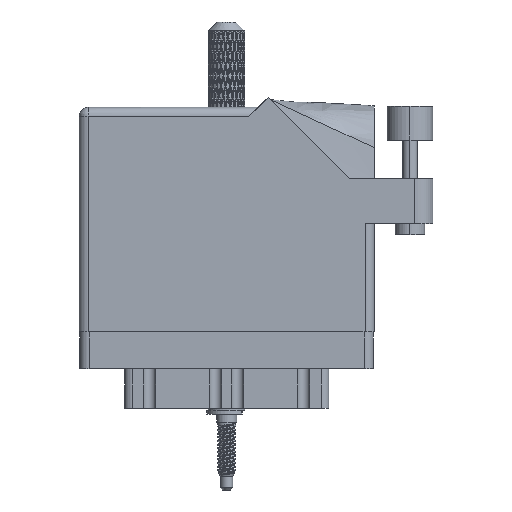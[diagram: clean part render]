
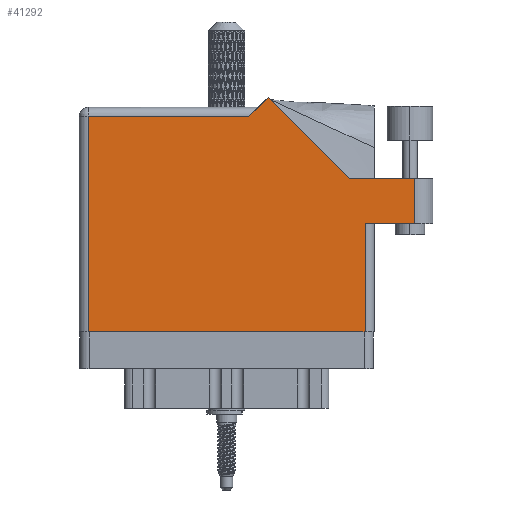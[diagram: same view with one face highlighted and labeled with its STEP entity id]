
A CAD part, front view. The second image highlights one B-rep face of the part: STEP entity #41292.
In plain terms, the highlighted face is planar.
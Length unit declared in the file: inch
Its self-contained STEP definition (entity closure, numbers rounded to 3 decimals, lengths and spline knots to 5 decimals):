
#2517 = EDGE_CURVE ( 'NONE', #5546, #79980, #53182, .T. ) ;
#3220 = VECTOR ( 'NONE', #7584, 39.37008 ) ;
#3264 = CARTESIAN_POINT ( 'NONE',  ( 2.285, 1.044, 0. ) ) ;
#3752 = LINE ( 'NONE', #85589, #26754 ) ;
#4948 = LINE ( 'NONE', #35225, #91160 ) ;
#5546 = VERTEX_POINT ( 'NONE', #61243 ) ;
#6394 = VECTOR ( 'NONE', #35660, 39.37008 ) ;
#7584 = DIRECTION ( 'NONE',  ( -1., 0., 0. ) ) ;
#10938 = DIRECTION ( 'NONE',  ( 0., 1., 0. ) ) ;
#11306 = CARTESIAN_POINT ( 'NONE',  ( 1.155, 1.468, 0. ) ) ;
#12856 = CARTESIAN_POINT ( 'NONE',  ( 2.285, 0.737, 0. ) ) ;
#14313 = EDGE_CURVE ( 'NONE', #83296, #79750, #75658, .T. ) ;
#16239 = EDGE_CURVE ( 'NONE', #79750, #38785, #16361, .T. ) ;
#16361 = LINE ( 'NONE', #57066, #103836 ) ;
#19259 = CARTESIAN_POINT ( 'NONE',  ( 2.01, 0.737, 0. ) ) ;
#20411 = FACE_OUTER_BOUND ( 'NONE', #40473, .T. ) ;
#21131 = VECTOR ( 'NONE', #59831, 39.37008 ) ;
#21859 = LINE ( 'NONE', #54133, #86671 ) ;
#22210 = EDGE_CURVE ( 'NONE', #104031, #86725, #3752, .T. ) ;
#23173 = ORIENTED_EDGE ( 'NONE', *, *, #69682, .T. ) ;
#25378 = ORIENTED_EDGE ( 'NONE', *, *, #16239, .T. ) ;
#25704 = CARTESIAN_POINT ( 'NONE',  ( 1.84442, 1.044, 0. ) ) ;
#26754 = VECTOR ( 'NONE', #53944, 39.37008 ) ;
#26802 = ORIENTED_EDGE ( 'NONE', *, *, #22210, .T. ) ;
#27532 = EDGE_CURVE ( 'NONE', #38785, #104031, #21859, .T. ) ;
#31079 = CARTESIAN_POINT ( 'NONE',  ( 0., 0., 0. ) ) ;
#35225 = CARTESIAN_POINT ( 'NONE',  ( 1.948, 0.737, 0. ) ) ;
#35660 = DIRECTION ( 'NONE',  ( 1., 0., 0. ) ) ;
#38785 = VERTEX_POINT ( 'NONE', #25704 ) ;
#40473 = EDGE_LOOP ( 'NONE', ( #87364, #96045, #25378, #73025, #26802, #23173, #100366, #65356, #104145 ) ) ;
#41292 = ADVANCED_FACE ( 'NONE', ( #20411 ), #94917, .F. ) ;
#42406 = CARTESIAN_POINT ( 'NONE',  ( 1.948, 0.737, 0. ) ) ;
#44112 = EDGE_CURVE ( 'NONE', #79980, #102529, #70745, .T. ) ;
#45788 = DIRECTION ( 'NONE',  ( 0., 0., -1. ) ) ;
#46072 = EDGE_CURVE ( 'NONE', #90605, #83296, #99602, .T. ) ;
#46704 = CARTESIAN_POINT ( 'NONE',  ( 0., 1.468, 0. ) ) ;
#46713 = DIRECTION ( 'NONE',  ( -0.707, 0.707, 0. ) ) ;
#46841 = CARTESIAN_POINT ( 'NONE',  ( 2.285, 1.044, 0. ) ) ;
#47746 = LINE ( 'NONE', #46704, #3220 ) ;
#52132 = CARTESIAN_POINT ( 'NONE',  ( 0.062, 0., 0. ) ) ;
#53182 = LINE ( 'NONE', #52132, #88914 ) ;
#53549 = VECTOR ( 'NONE', #54892, 39.37008 ) ;
#53944 = DIRECTION ( 'NONE',  ( -0.707, -0.707, 0. ) ) ;
#54133 = CARTESIAN_POINT ( 'NONE',  ( 1.84442, 1.044, 0. ) ) ;
#54892 = DIRECTION ( 'NONE',  ( 1., 0., 0. ) ) ;
#57066 = CARTESIAN_POINT ( 'NONE',  ( 2.41, 1.044, 0. ) ) ;
#59831 = DIRECTION ( 'NONE',  ( 0., 1., 0. ) ) ;
#60604 = CARTESIAN_POINT ( 'NONE',  ( 0., 1.53, 0. ) ) ;
#61243 = CARTESIAN_POINT ( 'NONE',  ( 0.062, 1.468, 0. ) ) ;
#61983 = CARTESIAN_POINT ( 'NONE',  ( 1.948, 0., 0. ) ) ;
#62725 = DIRECTION ( 'NONE',  ( -1., 0., 0. ) ) ;
#65356 = ORIENTED_EDGE ( 'NONE', *, *, #44112, .T. ) ;
#69682 = EDGE_CURVE ( 'NONE', #86725, #5546, #47746, .T. ) ;
#70745 = LINE ( 'NONE', #31079, #53549 ) ;
#73025 = ORIENTED_EDGE ( 'NONE', *, *, #27532, .T. ) ;
#73712 = CARTESIAN_POINT ( 'NONE',  ( 0.062, 0., 0. ) ) ;
#75658 = LINE ( 'NONE', #3264, #21131 ) ;
#76313 = AXIS2_PLACEMENT_3D ( 'NONE', #60604, #45788, #62725 ) ;
#79750 = VERTEX_POINT ( 'NONE', #46841 ) ;
#79980 = VERTEX_POINT ( 'NONE', #73712 ) ;
#83296 = VERTEX_POINT ( 'NONE', #12856 ) ;
#84144 = EDGE_CURVE ( 'NONE', #102529, #90605, #4948, .T. ) ;
#85589 = CARTESIAN_POINT ( 'NONE',  ( 1.217, 1.53, 0. ) ) ;
#86671 = VECTOR ( 'NONE', #46713, 39.37008 ) ;
#86725 = VERTEX_POINT ( 'NONE', #11306 ) ;
#87364 = ORIENTED_EDGE ( 'NONE', *, *, #46072, .T. ) ;
#88914 = VECTOR ( 'NONE', #91743, 39.37008 ) ;
#90605 = VERTEX_POINT ( 'NONE', #42406 ) ;
#91160 = VECTOR ( 'NONE', #10938, 39.37008 ) ;
#91743 = DIRECTION ( 'NONE',  ( 0., -1., 0. ) ) ;
#94917 = PLANE ( 'NONE',  #76313 ) ;
#96045 = ORIENTED_EDGE ( 'NONE', *, *, #14313, .T. ) ;
#98223 = CARTESIAN_POINT ( 'NONE',  ( 1.28771, 1.60071, 0. ) ) ;
#99602 = LINE ( 'NONE', #19259, #6394 ) ;
#100366 = ORIENTED_EDGE ( 'NONE', *, *, #2517, .T. ) ;
#102529 = VERTEX_POINT ( 'NONE', #61983 ) ;
#103836 = VECTOR ( 'NONE', #104105, 39.37008 ) ;
#104031 = VERTEX_POINT ( 'NONE', #98223 ) ;
#104105 = DIRECTION ( 'NONE',  ( -1., 0., 0. ) ) ;
#104145 = ORIENTED_EDGE ( 'NONE', *, *, #84144, .T. ) ;
